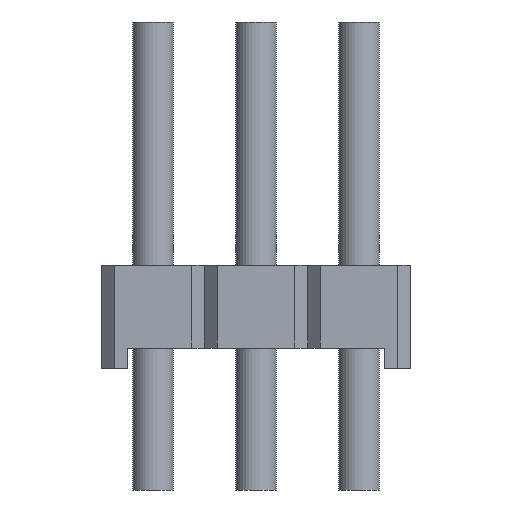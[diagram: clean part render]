
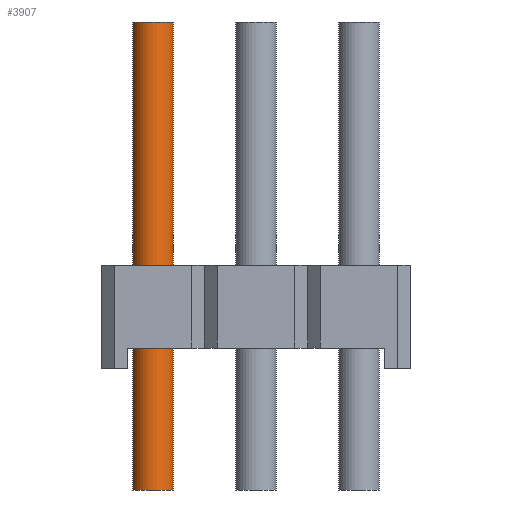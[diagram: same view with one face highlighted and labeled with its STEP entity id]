
A CAD part, left-side view. The second image highlights one B-rep face of the part: STEP entity #3907.
In plain terms, the highlighted cylindrical face has radius 0.5 mm (diameter 1 mm), a full revolution.
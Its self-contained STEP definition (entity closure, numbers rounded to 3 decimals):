
#2166=ORIENTED_EDGE('',*,*,#2720,.F.);
#2167=ORIENTED_EDGE('',*,*,#2721,.T.);
#2720=EDGE_CURVE('',#3090,#3090,#3212,.T.);
#2721=EDGE_CURVE('',#3091,#3091,#3213,.T.);
#3090=VERTEX_POINT('',#6502);
#3091=VERTEX_POINT('',#6504);
#3212=CIRCLE('',#4269,0.5);
#3213=CIRCLE('',#4270,0.5);
#3432=EDGE_LOOP('',(#2166));
#3433=EDGE_LOOP('',(#2167));
#3652=FACE_BOUND('',#3432,.T.);
#3653=FACE_BOUND('',#3433,.T.);
#3718=CYLINDRICAL_SURFACE('',#4268,0.5);
#3907=ADVANCED_FACE('',(#3652,#3653),#3718,.F.);
#4268=AXIS2_PLACEMENT_3D('',#6500,#5354,#5355);
#4269=AXIS2_PLACEMENT_3D('',#6501,#5356,#5357);
#4270=AXIS2_PLACEMENT_3D('',#6503,#5358,#5359);
#5354=DIRECTION('',(0.,0.,1.));
#5355=DIRECTION('',(1.,0.,0.));
#5356=DIRECTION('',(0.,0.,-1.));
#5357=DIRECTION('',(1.,0.,0.));
#5358=DIRECTION('',(0.,0.,-1.));
#5359=DIRECTION('',(1.,0.,0.));
#6500=CARTESIAN_POINT('',(0.,0.,0.));
#6501=CARTESIAN_POINT('',(0.,0.,11.54));
#6502=CARTESIAN_POINT('',(0.5,0.,11.54));
#6503=CARTESIAN_POINT('',(0.,0.,0.));
#6504=CARTESIAN_POINT('',(0.5,0.,0.));
